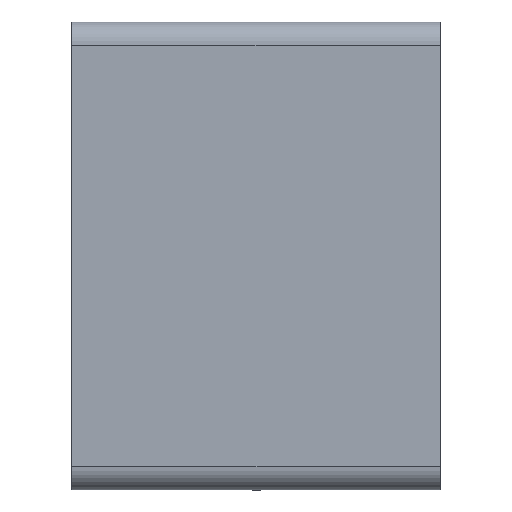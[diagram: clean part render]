
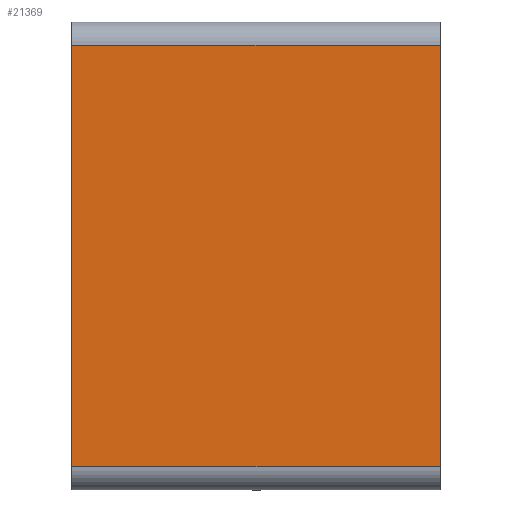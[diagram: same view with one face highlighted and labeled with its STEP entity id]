
A CAD part, left-side view. The second image highlights one B-rep face of the part: STEP entity #21369.
In plain terms, the highlighted planar face has unit normal (-1, 0, 0).
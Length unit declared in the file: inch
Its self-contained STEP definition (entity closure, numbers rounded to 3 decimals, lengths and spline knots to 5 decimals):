
#976 = CARTESIAN_POINT ( 'NONE',  ( -2.91804, 1.21747, -0.55147 ) ) ;
#1437 = CARTESIAN_POINT ( 'NONE',  ( -2.91804, 0.62697, -1.97647 ) ) ;
#6192 = DIRECTION ( 'NONE',  ( 0., 0., -1. ) ) ;
#7507 = ORIENTED_EDGE ( 'NONE', *, *, #13171, .T. ) ;
#7524 = VERTEX_POINT ( 'NONE', #26133 ) ;
#8374 = AXIS2_PLACEMENT_3D ( 'NONE', #31237, #9364, #16632 ) ;
#8842 = DIRECTION ( 'NONE',  ( 0., 0., 1. ) ) ;
#8953 = CARTESIAN_POINT ( 'NONE',  ( -2.91804, 0.03647, -1.30147 ) ) ;
#9270 = VERTEX_POINT ( 'NONE', #12275 ) ;
#9364 = DIRECTION ( 'NONE',  ( -1., 0., 0. ) ) ;
#10932 = VECTOR ( 'NONE', #18507, 39.37008 ) ;
#11735 = PLANE ( 'NONE',  #8374 ) ;
#12275 = CARTESIAN_POINT ( 'NONE',  ( -2.91804, 1.21747, -0.62647 ) ) ;
#12536 = VERTEX_POINT ( 'NONE', #19573 ) ;
#13171 = EDGE_CURVE ( 'NONE', #12536, #9270, #20342, .T. ) ;
#16337 = EDGE_CURVE ( 'NONE', #12536, #25571, #24065, .T. ) ;
#16632 = DIRECTION ( 'NONE',  ( 0., 0., -1. ) ) ;
#17029 = EDGE_CURVE ( 'NONE', #7524, #9270, #27097, .T. ) ;
#18400 = VECTOR ( 'NONE', #27734, 39.37008 ) ;
#18507 = DIRECTION ( 'NONE',  ( 0., 1., 0. ) ) ;
#18732 = ORIENTED_EDGE ( 'NONE', *, *, #16337, .F. ) ;
#19573 = CARTESIAN_POINT ( 'NONE',  ( -2.91804, 0.03647, -0.62647 ) ) ;
#20342 = LINE ( 'NONE', #22835, #18400 ) ;
#21369 = ADVANCED_FACE ( 'NONE', ( #21616 ), #11735, .T. ) ;
#21616 = FACE_OUTER_BOUND ( 'NONE', #24381, .T. ) ;
#22347 = CARTESIAN_POINT ( 'NONE',  ( -2.91804, 0.03647, -1.97647 ) ) ;
#22422 = ORIENTED_EDGE ( 'NONE', *, *, #17029, .F. ) ;
#22510 = VECTOR ( 'NONE', #8842, 39.37008 ) ;
#22625 = ORIENTED_EDGE ( 'NONE', *, *, #28346, .F. ) ;
#22835 = CARTESIAN_POINT ( 'NONE',  ( -2.91804, 0.62697, -0.62647 ) ) ;
#23289 = VECTOR ( 'NONE', #6192, 39.37008 ) ;
#24065 = LINE ( 'NONE', #8953, #23289 ) ;
#24381 = EDGE_LOOP ( 'NONE', ( #18732, #7507, #22422, #22625 ) ) ;
#25571 = VERTEX_POINT ( 'NONE', #22347 ) ;
#26133 = CARTESIAN_POINT ( 'NONE',  ( -2.91804, 1.21747, -1.97647 ) ) ;
#27097 = LINE ( 'NONE', #976, #22510 ) ;
#27734 = DIRECTION ( 'NONE',  ( 0., 1., 0. ) ) ;
#28073 = LINE ( 'NONE', #1437, #10932 ) ;
#28346 = EDGE_CURVE ( 'NONE', #25571, #7524, #28073, .T. ) ;
#31237 = CARTESIAN_POINT ( 'NONE',  ( -2.91804, 1.21747, -0.62647 ) ) ;
